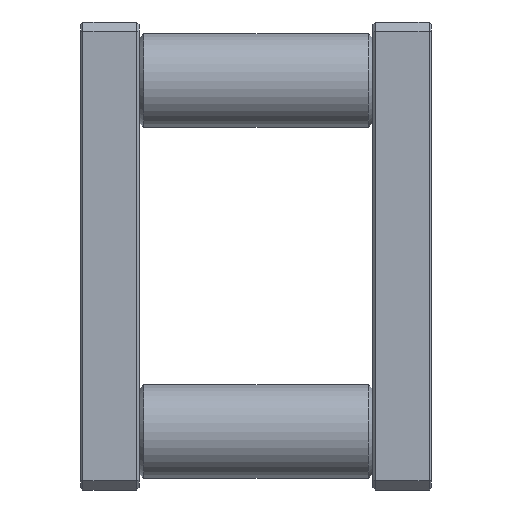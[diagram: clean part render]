
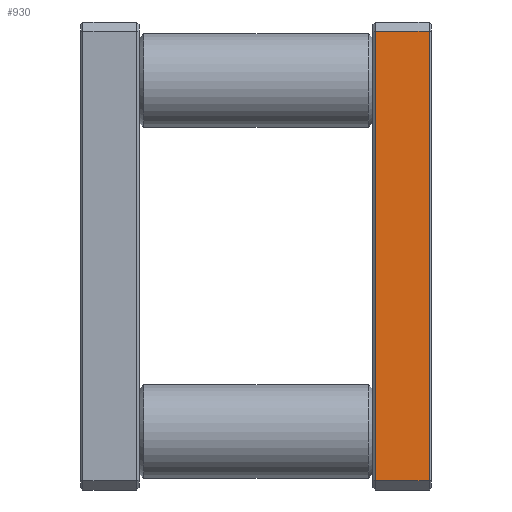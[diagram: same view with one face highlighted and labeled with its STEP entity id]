
A CAD part, left-side view. The second image highlights one B-rep face of the part: STEP entity #930.
In plain terms, the highlighted planar face has unit normal (-1, 0, 0).
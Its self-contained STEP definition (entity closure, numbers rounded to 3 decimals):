
#92 = ORIENTED_EDGE ( 'NONE', *, *, #6787, .T. ) ;
#283 = LINE ( 'NONE', #9508, #7582 ) ;
#576 = VERTEX_POINT ( 'NONE', #3526 ) ;
#716 = EDGE_LOOP ( 'NONE', ( #92, #6355, #8604, #4075 ) ) ;
#912 = CARTESIAN_POINT ( 'NONE',  ( -99.563, -9.515, 198. ) ) ;
#930 = ADVANCED_FACE ( 'NONE', ( #1496 ), #3950, .F. ) ;
#1101 = DIRECTION ( 'NONE',  ( 1., 0., 0. ) ) ;
#1496 = FACE_OUTER_BOUND ( 'NONE', #716, .T. ) ;
#2222 = DIRECTION ( 'NONE',  ( 0., 1., 0. ) ) ;
#2466 = DIRECTION ( 'NONE',  ( 0., -1., 0. ) ) ;
#2807 = CARTESIAN_POINT ( 'NONE',  ( -99.563, -9.515, 102. ) ) ;
#2948 = DIRECTION ( 'NONE',  ( 0., 0., -1. ) ) ;
#3526 = CARTESIAN_POINT ( 'NONE',  ( -99.563, -21.015, 102. ) ) ;
#3745 = EDGE_CURVE ( 'NONE', #6244, #4168, #8356, .T. ) ;
#3950 = PLANE ( 'NONE',  #6103 ) ;
#4061 = DIRECTION ( 'NONE',  ( 0., 0., 1. ) ) ;
#4075 = ORIENTED_EDGE ( 'NONE', *, *, #6708, .T. ) ;
#4168 = VERTEX_POINT ( 'NONE', #912 ) ;
#5065 = EDGE_CURVE ( 'NONE', #576, #6244, #283, .T. ) ;
#5260 = CARTESIAN_POINT ( 'NONE',  ( -99.563, -9.515, 102. ) ) ;
#5895 = VECTOR ( 'NONE', #2222, 1000. ) ;
#6103 = AXIS2_PLACEMENT_3D ( 'NONE', #8395, #1101, #2948 ) ;
#6198 = CARTESIAN_POINT ( 'NONE',  ( -99.563, -9.015, 102. ) ) ;
#6244 = VERTEX_POINT ( 'NONE', #9062 ) ;
#6355 = ORIENTED_EDGE ( 'NONE', *, *, #5065, .T. ) ;
#6708 = EDGE_CURVE ( 'NONE', #4168, #11624, #11651, .T. ) ;
#6787 = EDGE_CURVE ( 'NONE', #11624, #576, #6807, .T. ) ;
#6807 = LINE ( 'NONE', #6198, #7690 ) ;
#7582 = VECTOR ( 'NONE', #4061, 1000. ) ;
#7690 = VECTOR ( 'NONE', #2466, 1000. ) ;
#8356 = LINE ( 'NONE', #8630, #5895 ) ;
#8395 = CARTESIAN_POINT ( 'NONE',  ( -99.563, -9.015, 100. ) ) ;
#8604 = ORIENTED_EDGE ( 'NONE', *, *, #3745, .T. ) ;
#8630 = CARTESIAN_POINT ( 'NONE',  ( -99.563, -9.015, 198. ) ) ;
#9062 = CARTESIAN_POINT ( 'NONE',  ( -99.563, -21.015, 198. ) ) ;
#9508 = CARTESIAN_POINT ( 'NONE',  ( -99.563, -21.015, 100. ) ) ;
#10516 = VECTOR ( 'NONE', #11504, 1000. ) ;
#11504 = DIRECTION ( 'NONE',  ( 0., 0., -1. ) ) ;
#11624 = VERTEX_POINT ( 'NONE', #2807 ) ;
#11651 = LINE ( 'NONE', #5260, #10516 ) ;
